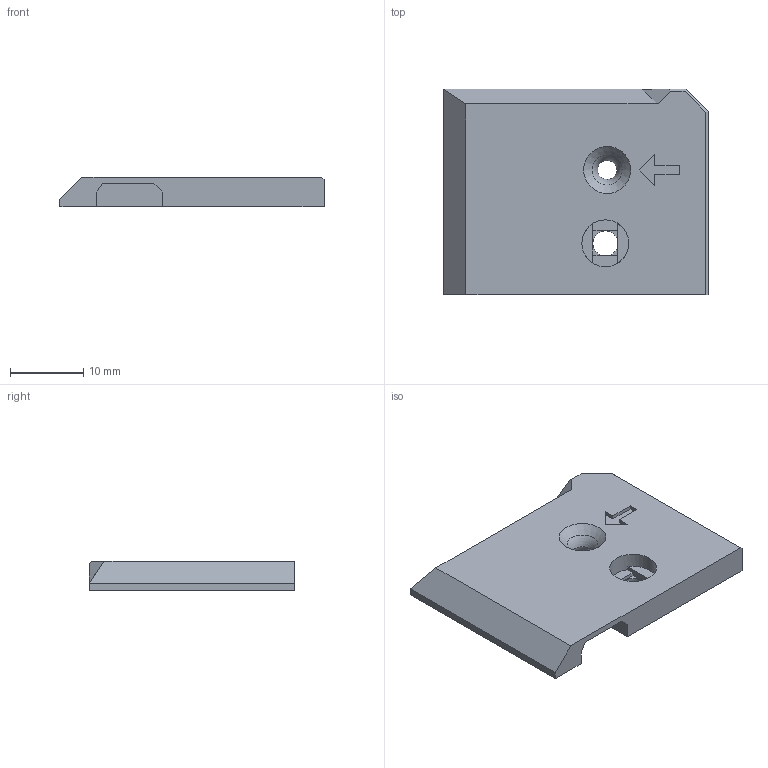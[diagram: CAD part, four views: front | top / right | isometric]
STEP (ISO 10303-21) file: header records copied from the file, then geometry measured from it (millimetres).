
FILE_DESCRIPTION(/* description */ (''),/* implementation_level */ '2;1');
FILE_NAME(/* name */ 'MB-printhead.fs-cover(Mirror).step',/* time_stamp */ '2023-03-27T17:20:24+02:00',/* author */ (''),/* organization */ (''),/* preprocessor_version */ 'ST-DEVELOPER v19.2',/* originating_system */ 'Autodesk Translation Framework v11.17.0.187',/* authorisation */ '');
FILE_SCHEMA (('AUTOMOTIVE_DESIGN { 1 0 10303 214 3 1 1 }'));
Length unit declared in the file: millimetre
Products named in the file (1): fs-cover v1(Mirror)
Bounding box: 36 x 28 x 4 mm (x, y, z)
Volume: 2612.7 mm3; surface area: 2567.6 mm2
Topology: 1 solids, 1 shells, 49 faces, 128 edges, 82 vertices
Faces by surface type: plane 42, cone 3, torus 2, cylinder 2
Full cylindrical faces by diameter (mm): 3.4 x1, 6.4 x1
Entity records: 1530 total; most frequent: CARTESIAN_POINT 260, ORIENTED_EDGE 256, DIRECTION 248, EDGE_CURVE 128, LINE 108, VECTOR 108, VERTEX_POINT 82, AXIS2_PLACEMENT_3D 70
